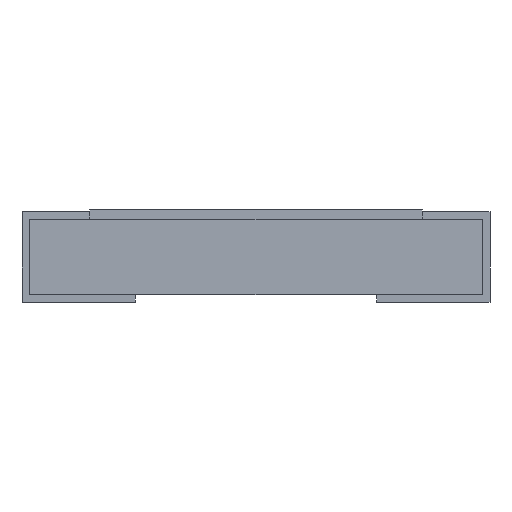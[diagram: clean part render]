
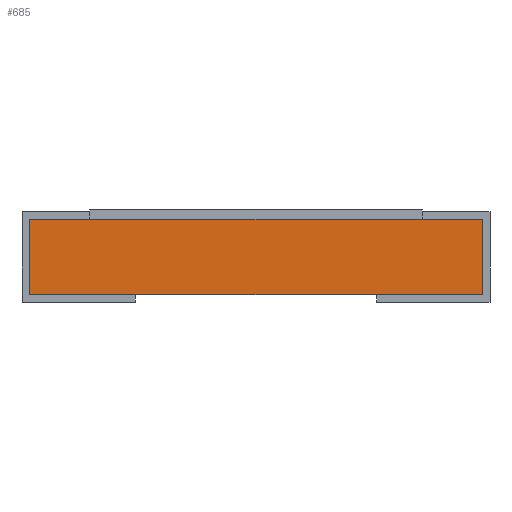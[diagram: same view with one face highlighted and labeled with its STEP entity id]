
A CAD part, front view. The second image highlights one B-rep face of the part: STEP entity #685.
In plain terms, the highlighted planar face has unit normal (0, -1, 0).
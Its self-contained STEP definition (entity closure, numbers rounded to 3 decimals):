
#318 = VERTEX_POINT('',#319);
#319 = CARTESIAN_POINT('',(-1.5,-3.1,0.61));
#325 = EDGE_CURVE('',#326,#318,#328,.T.);
#326 = VERTEX_POINT('',#327);
#327 = CARTESIAN_POINT('',(1.5,-3.1,0.61));
#328 = LINE('',#329,#330);
#329 = CARTESIAN_POINT('',(-1.5,-3.1,0.61));
#330 = VECTOR('',#331,1.);
#331 = DIRECTION('',(-1.,0.,-0.));
#508 = VERTEX_POINT('',#509);
#509 = CARTESIAN_POINT('',(1.5,-3.1,0.11));
#515 = EDGE_CURVE('',#516,#508,#518,.T.);
#516 = VERTEX_POINT('',#517);
#517 = CARTESIAN_POINT('',(-1.5,-3.1,0.11));
#518 = LINE('',#519,#520);
#519 = CARTESIAN_POINT('',(-1.5,-3.1,0.11));
#520 = VECTOR('',#521,1.);
#521 = DIRECTION('',(1.,0.,0.));
#608 = EDGE_CURVE('',#508,#326,#609,.T.);
#609 = LINE('',#610,#611);
#610 = CARTESIAN_POINT('',(1.5,-3.1,0.11));
#611 = VECTOR('',#612,1.);
#612 = DIRECTION('',(0.,0.,1.));
#630 = EDGE_CURVE('',#318,#516,#631,.T.);
#631 = LINE('',#632,#633);
#632 = CARTESIAN_POINT('',(-1.5,-3.1,0.11));
#633 = VECTOR('',#634,1.);
#634 = DIRECTION('',(-0.,0.,-1.));
#685 = ADVANCED_FACE('',(#686),#692,.F.);
#686 = FACE_BOUND('',#687,.T.);
#687 = EDGE_LOOP('',(#688,#689,#690,#691));
#688 = ORIENTED_EDGE('',*,*,#608,.T.);
#689 = ORIENTED_EDGE('',*,*,#325,.T.);
#690 = ORIENTED_EDGE('',*,*,#630,.T.);
#691 = ORIENTED_EDGE('',*,*,#515,.T.);
#692 = PLANE('',#693);
#693 = AXIS2_PLACEMENT_3D('',#694,#695,#696);
#694 = CARTESIAN_POINT('',(1.5,-3.1,0.61));
#695 = DIRECTION('',(0.,1.,0.));
#696 = DIRECTION('',(-1.,0.,0.));
